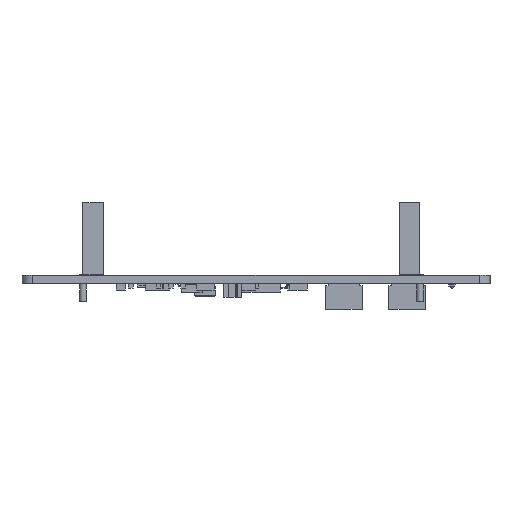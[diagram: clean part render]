
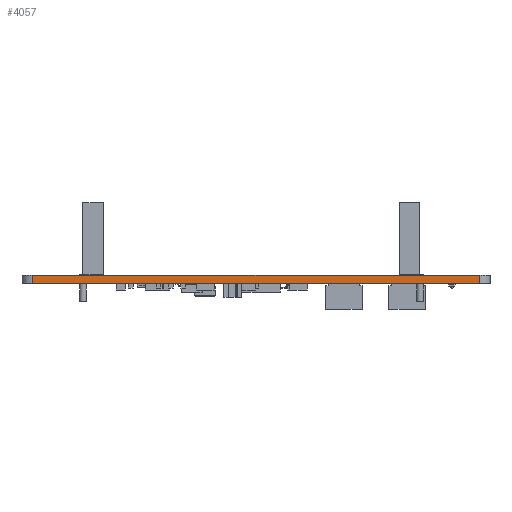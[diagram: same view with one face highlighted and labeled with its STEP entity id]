
A CAD part, left-side view. The second image highlights one B-rep face of the part: STEP entity #4057.
In plain terms, the highlighted planar face has unit normal (-1, 0, 0).
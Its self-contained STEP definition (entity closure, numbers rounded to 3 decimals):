
#4030 = VERTEX_POINT('',#4031);
#4031 = CARTESIAN_POINT('',(0.,-87.884,0.)
  );
#4038 = EDGE_CURVE('',#4039,#4030,#4041,.T.);
#4039 = VERTEX_POINT('',#4040);
#4040 = CARTESIAN_POINT('',(0.,-87.884,-1.56
    ));
#4041 = LINE('',#4042,#4043);
#4042 = CARTESIAN_POINT('',(0.,-87.884,-1.56
    ));
#4043 = VECTOR('',#4044,1.);
#4044 = DIRECTION('',(0.,0.,1.));
#4057 = ADVANCED_FACE('',(#4058),#4083,.T.);
#4058 = FACE_BOUND('',#4059,.T.);
#4059 = EDGE_LOOP('',(#4060,#4061,#4069,#4077));
#4060 = ORIENTED_EDGE('',*,*,#4038,.T.);
#4061 = ORIENTED_EDGE('',*,*,#4062,.T.);
#4062 = EDGE_CURVE('',#4030,#4063,#4065,.T.);
#4063 = VERTEX_POINT('',#4064);
#4064 = CARTESIAN_POINT('',(0.,-2.032,0.)
  );
#4065 = LINE('',#4066,#4067);
#4066 = CARTESIAN_POINT('',(0.,-87.884,0.));
#4067 = VECTOR('',#4068,1.);
#4068 = DIRECTION('',(0.,1.,0.));
#4069 = ORIENTED_EDGE('',*,*,#4070,.F.);
#4070 = EDGE_CURVE('',#4071,#4063,#4073,.T.);
#4071 = VERTEX_POINT('',#4072);
#4072 = CARTESIAN_POINT('',(0.,-2.032,-1.56)
  );
#4073 = LINE('',#4074,#4075);
#4074 = CARTESIAN_POINT('',(0.,-2.032,-1.56)
  );
#4075 = VECTOR('',#4076,1.);
#4076 = DIRECTION('',(0.,0.,1.));
#4077 = ORIENTED_EDGE('',*,*,#4078,.F.);
#4078 = EDGE_CURVE('',#4039,#4071,#4079,.T.);
#4079 = LINE('',#4080,#4081);
#4080 = CARTESIAN_POINT('',(0.,-87.884,-1.56));
#4081 = VECTOR('',#4082,1.);
#4082 = DIRECTION('',(0.,1.,0.));
#4083 = PLANE('',#4084);
#4084 = AXIS2_PLACEMENT_3D('',#4085,#4086,#4087);
#4085 = CARTESIAN_POINT('',(0.,-87.884,-1.56));
#4086 = DIRECTION('',(-1.,0.,0.));
#4087 = DIRECTION('',(0.,1.,0.));
